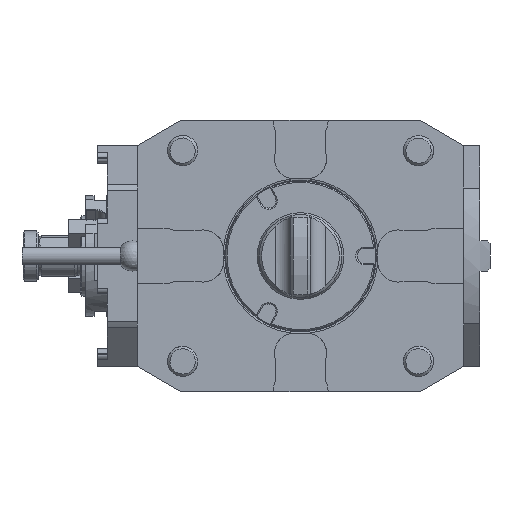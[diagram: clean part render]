
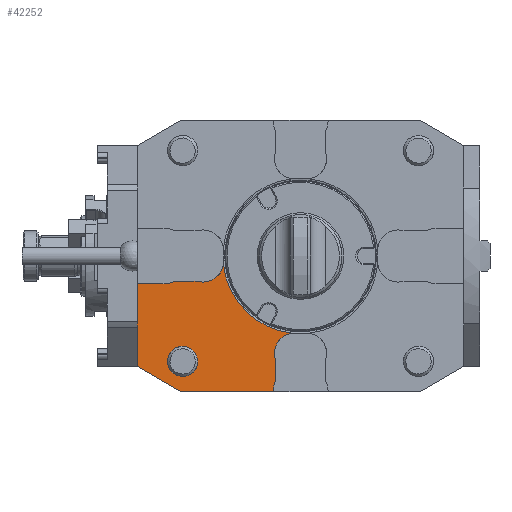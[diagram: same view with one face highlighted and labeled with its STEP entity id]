
A CAD part, front view. The second image highlights one B-rep face of the part: STEP entity #42252.
In plain terms, the highlighted planar face has unit normal (0, -1, 0).
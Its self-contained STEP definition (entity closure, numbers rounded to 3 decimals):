
#108 = EDGE_CURVE ( 'NONE', #10579, #27376, #42573, .T. ) ;
#651 = CARTESIAN_POINT ( 'NONE',  ( -65., 43., -54. ) ) ;
#2200 = ORIENTED_EDGE ( 'NONE', *, *, #6116, .T. ) ;
#2270 = VERTEX_POINT ( 'NONE', #41003 ) ;
#2858 = DIRECTION ( 'NONE',  ( 0., 0., 1. ) ) ;
#3156 = VERTEX_POINT ( 'NONE', #36942 ) ;
#4884 = VERTEX_POINT ( 'NONE', #13414 ) ;
#5691 = DIRECTION ( 'NONE',  ( 0., 1., 0. ) ) ;
#6116 = EDGE_CURVE ( 'NONE', #39362, #16988, #17336, .T. ) ;
#6389 = DIRECTION ( 'NONE',  ( 0., 1., 0. ) ) ;
#8146 = ORIENTED_EDGE ( 'NONE', *, *, #40527, .T. ) ;
#8472 = VECTOR ( 'NONE', #15410, 1000. ) ;
#9182 = DIRECTION ( 'NONE',  ( 0., 0., -1. ) ) ;
#9246 = AXIS2_PLACEMENT_3D ( 'NONE', #22767, #42041, #9182 ) ;
#9299 = DIRECTION ( 'NONE',  ( 0., 1., 0. ) ) ;
#9679 = CARTESIAN_POINT ( 'NONE',  ( -11., 43., -54. ) ) ;
#9874 = DIRECTION ( 'NONE',  ( -1., 0., 0. ) ) ;
#10038 = AXIS2_PLACEMENT_3D ( 'NONE', #21844, #11760, #15866 ) ;
#10094 = DIRECTION ( 'NONE',  ( 0., -1., 0. ) ) ;
#10149 = DIRECTION ( 'NONE',  ( 0., 1., 0. ) ) ;
#10579 = VERTEX_POINT ( 'NONE', #42815 ) ;
#11718 = CARTESIAN_POINT ( 'NONE',  ( -47.679, 43., -54. ) ) ;
#11760 = DIRECTION ( 'NONE',  ( 0., 1., 0. ) ) ;
#12532 = VECTOR ( 'NONE', #36631, 1000. ) ;
#12570 = DIRECTION ( 'NONE',  ( 0., 0., 1. ) ) ;
#12651 = EDGE_CURVE ( 'NONE', #3156, #3156, #15257, .T. ) ;
#12970 = EDGE_CURVE ( 'NONE', #30538, #24545, #25660, .T. ) ;
#13199 = DIRECTION ( 'NONE',  ( 0.866, 0., -0.5 ) ) ;
#13414 = CARTESIAN_POINT ( 'NONE',  ( -30.787, 43., -3.166 ) ) ;
#13805 = EDGE_CURVE ( 'NONE', #24545, #2270, #25686, .T. ) ;
#14412 = CARTESIAN_POINT ( 'NONE',  ( -3.166, 43., -30.787 ) ) ;
#15257 = CIRCLE ( 'NONE', #39761, 6. ) ;
#15306 = ORIENTED_EDGE ( 'NONE', *, *, #16943, .T. ) ;
#15410 = DIRECTION ( 'NONE',  ( -1., 0., 0. ) ) ;
#15747 = VECTOR ( 'NONE', #9874, 1000. ) ;
#15866 = DIRECTION ( 'NONE',  ( 0., 0., 1. ) ) ;
#16229 = ORIENTED_EDGE ( 'NONE', *, *, #12651, .T. ) ;
#16853 = ORIENTED_EDGE ( 'NONE', *, *, #37071, .F. ) ;
#16898 = LINE ( 'NONE', #40555, #20748 ) ;
#16943 = EDGE_CURVE ( 'NONE', #37811, #18660, #27626, .T. ) ;
#16988 = VERTEX_POINT ( 'NONE', #9679 ) ;
#17336 = LINE ( 'NONE', #651, #12532 ) ;
#18016 = EDGE_CURVE ( 'NONE', #2270, #39362, #16898, .T. ) ;
#18660 = VERTEX_POINT ( 'NONE', #14412 ) ;
#19721 = CARTESIAN_POINT ( 'NONE',  ( -10., 43., -50.127 ) ) ;
#20076 = VERTEX_POINT ( 'NONE', #19721 ) ;
#20446 = VECTOR ( 'NONE', #30259, 1000. ) ;
#20536 = AXIS2_PLACEMENT_3D ( 'NONE', #40097, #10094, #36806 ) ;
#20690 = CARTESIAN_POINT ( 'NONE',  ( -10., 43., -41.248 ) ) ;
#20748 = VECTOR ( 'NONE', #13199, 1000. ) ;
#21844 = CARTESIAN_POINT ( 'NONE',  ( 0., 43., 0. ) ) ;
#22206 = CARTESIAN_POINT ( 'NONE',  ( -2.4, 43., -38.75 ) ) ;
#22235 = PLANE ( 'NONE',  #27343 ) ;
#22521 = ORIENTED_EDGE ( 'NONE', *, *, #31272, .T. ) ;
#22548 = CARTESIAN_POINT ( 'NONE',  ( -65., 43., -11. ) ) ;
#22767 = CARTESIAN_POINT ( 'NONE',  ( -54., 43., -3. ) ) ;
#23380 = ORIENTED_EDGE ( 'NONE', *, *, #108, .T. ) ;
#23382 = ORIENTED_EDGE ( 'NONE', *, *, #13805, .T. ) ;
#24545 = VERTEX_POINT ( 'NONE', #22548 ) ;
#25083 = CARTESIAN_POINT ( 'NONE',  ( -41.248, 43., -10. ) ) ;
#25543 = AXIS2_PLACEMENT_3D ( 'NONE', #22206, #6389, #12570 ) ;
#25660 = LINE ( 'NONE', #38990, #15747 ) ;
#25686 = LINE ( 'NONE', #41456, #40908 ) ;
#25868 = DIRECTION ( 'NONE',  ( 0., 0., 1. ) ) ;
#26016 = EDGE_LOOP ( 'NONE', ( #16229 ) ) ;
#26726 = CIRCLE ( 'NONE', #9246, 8. ) ;
#26796 = CIRCLE ( 'NONE', #20536, 8. ) ;
#27214 = ORIENTED_EDGE ( 'NONE', *, *, #18016, .T. ) ;
#27343 = AXIS2_PLACEMENT_3D ( 'NONE', #29005, #9299, #35573 ) ;
#27376 = VERTEX_POINT ( 'NONE', #31808 ) ;
#27503 = CIRCLE ( 'NONE', #10038, 30.949 ) ;
#27626 = CIRCLE ( 'NONE', #25543, 8. ) ;
#28737 = DIRECTION ( 'NONE',  ( 0., 0., -1. ) ) ;
#29005 = CARTESIAN_POINT ( 'NONE',  ( 132.4, 43., 0. ) ) ;
#30243 = CARTESIAN_POINT ( 'NONE',  ( -47., 43., -42. ) ) ;
#30259 = DIRECTION ( 'NONE',  ( 0., 0., -1. ) ) ;
#30538 = VERTEX_POINT ( 'NONE', #37166 ) ;
#30872 = EDGE_LOOP ( 'NONE', ( #23382, #27214, #2200, #8146, #43369, #15306, #22521, #16853, #23380, #35656, #32084 ) ) ;
#31272 = EDGE_CURVE ( 'NONE', #18660, #4884, #27503, .T. ) ;
#31808 = CARTESIAN_POINT ( 'NONE',  ( -50.127, 43., -10. ) ) ;
#32084 = ORIENTED_EDGE ( 'NONE', *, *, #12970, .T. ) ;
#33442 = CIRCLE ( 'NONE', #33472, 8. ) ;
#33472 = AXIS2_PLACEMENT_3D ( 'NONE', #39444, #5691, #25868 ) ;
#35137 = FACE_BOUND ( 'NONE', #26016, .T. ) ;
#35563 = EDGE_CURVE ( 'NONE', #37811, #20076, #40377, .T. ) ;
#35573 = DIRECTION ( 'NONE',  ( 0., 0., 1. ) ) ;
#35656 = ORIENTED_EDGE ( 'NONE', *, *, #35990, .F. ) ;
#35990 = EDGE_CURVE ( 'NONE', #30538, #27376, #26726, .T. ) ;
#36014 = FACE_OUTER_BOUND ( 'NONE', #30872, .T. ) ;
#36266 = CARTESIAN_POINT ( 'NONE',  ( -10., 43., -41.248 ) ) ;
#36631 = DIRECTION ( 'NONE',  ( 1., 0., 0. ) ) ;
#36806 = DIRECTION ( 'NONE',  ( 0., 0., -1. ) ) ;
#36942 = CARTESIAN_POINT ( 'NONE',  ( -47., 43., -36. ) ) ;
#37071 = EDGE_CURVE ( 'NONE', #10579, #4884, #26796, .T. ) ;
#37166 = CARTESIAN_POINT ( 'NONE',  ( -54., 43., -11. ) ) ;
#37811 = VERTEX_POINT ( 'NONE', #36266 ) ;
#38990 = CARTESIAN_POINT ( 'NONE',  ( -54., 43., -11. ) ) ;
#39362 = VERTEX_POINT ( 'NONE', #11718 ) ;
#39444 = CARTESIAN_POINT ( 'NONE',  ( -3., 43., -54. ) ) ;
#39761 = AXIS2_PLACEMENT_3D ( 'NONE', #30243, #10149, #2858 ) ;
#40097 = CARTESIAN_POINT ( 'NONE',  ( -38.75, 43., -2.4 ) ) ;
#40377 = LINE ( 'NONE', #20690, #20446 ) ;
#40527 = EDGE_CURVE ( 'NONE', #16988, #20076, #33442, .T. ) ;
#40555 = CARTESIAN_POINT ( 'NONE',  ( 63.997, 43., -118.477 ) ) ;
#40908 = VECTOR ( 'NONE', #28737, 1000. ) ;
#41003 = CARTESIAN_POINT ( 'NONE',  ( -65., 43., -44. ) ) ;
#41456 = CARTESIAN_POINT ( 'NONE',  ( -65., 43., 54. ) ) ;
#42041 = DIRECTION ( 'NONE',  ( 0., -1., 0. ) ) ;
#42252 = ADVANCED_FACE ( 'Defeature completata1_21', ( #35137, #36014 ), #22235, .F. ) ;
#42573 = LINE ( 'NONE', #25083, #8472 ) ;
#42815 = CARTESIAN_POINT ( 'NONE',  ( -41.248, 43., -10. ) ) ;
#43369 = ORIENTED_EDGE ( 'NONE', *, *, #35563, .F. ) ;
